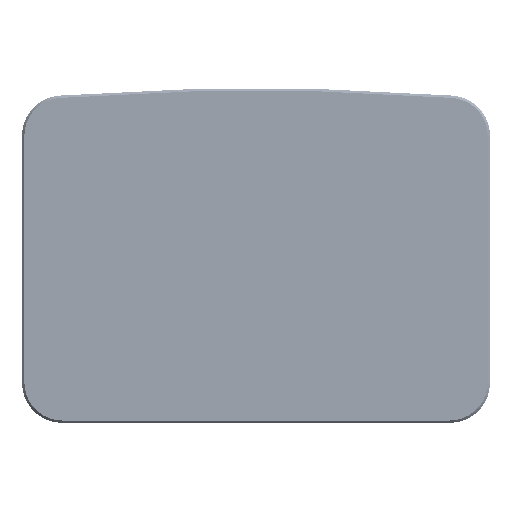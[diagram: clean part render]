
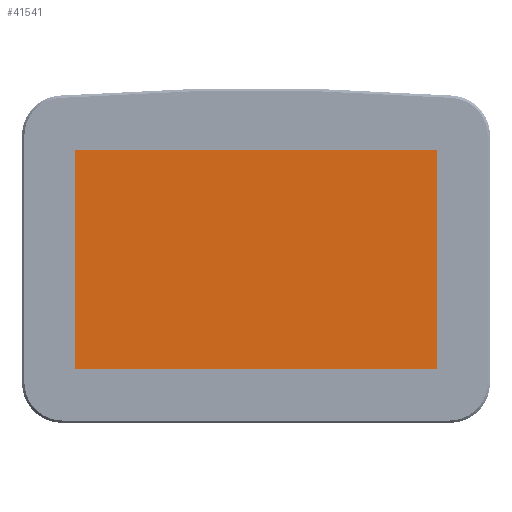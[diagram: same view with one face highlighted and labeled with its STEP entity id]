
A CAD part, front view. The second image highlights one B-rep face of the part: STEP entity #41541.
In plain terms, the highlighted planar face has unit normal (0, -1, 0).
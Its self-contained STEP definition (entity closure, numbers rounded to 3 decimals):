
#1261=PLANE('',#44581);
#4650=FACE_OUTER_BOUND('',#7289,.T.);
#7289=EDGE_LOOP('',(#30637,#30638,#30639,#30640));
#10741=LINE('',#70377,#14662);
#10745=LINE('',#70384,#14666);
#10748=LINE('',#70390,#14669);
#10750=LINE('',#70393,#14671);
#14662=VECTOR('',#50546,10.);
#14666=VECTOR('',#50552,10.);
#14669=VECTOR('',#50557,10.);
#14671=VECTOR('',#50561,10.);
#18679=VERTEX_POINT('',#70374);
#18680=VERTEX_POINT('',#70376);
#18682=VERTEX_POINT('',#70382);
#18684=VERTEX_POINT('',#70388);
#23086=EDGE_CURVE('',#18679,#18680,#10741,.T.);
#23090=EDGE_CURVE('',#18682,#18679,#10745,.T.);
#23093=EDGE_CURVE('',#18684,#18682,#10748,.T.);
#23095=EDGE_CURVE('',#18680,#18684,#10750,.T.);
#30637=ORIENTED_EDGE('',*,*,#23095,.F.);
#30638=ORIENTED_EDGE('',*,*,#23086,.F.);
#30639=ORIENTED_EDGE('',*,*,#23090,.F.);
#30640=ORIENTED_EDGE('',*,*,#23093,.F.);
#41541=ADVANCED_FACE('',(#4650),#1261,.F.);
#44581=AXIS2_PLACEMENT_3D('',#70394,#50562,#50563);
#50546=DIRECTION('',(0.,0.,-1.));
#50552=DIRECTION('',(1.,0.,0.));
#50557=DIRECTION('',(0.,0.,1.));
#50561=DIRECTION('',(-1.,0.,0.));
#50562=DIRECTION('center_axis',(0.,1.,0.));
#50563=DIRECTION('ref_axis',(0.,0.,1.));
#70374=CARTESIAN_POINT('',(76.65,-22.037,46.859));
#70376=CARTESIAN_POINT('',(76.65,-22.037,-45.841));
#70377=CARTESIAN_POINT('',(76.65,-22.037,46.859));
#70382=CARTESIAN_POINT('',(-76.65,-22.037,46.859));
#70384=CARTESIAN_POINT('',(-76.65,-22.037,46.859));
#70388=CARTESIAN_POINT('',(-76.65,-22.037,-45.841));
#70390=CARTESIAN_POINT('',(-76.65,-22.037,-45.841));
#70393=CARTESIAN_POINT('',(76.65,-22.037,-45.841));
#70394=CARTESIAN_POINT('Origin',(0.,-22.037,0.509));
